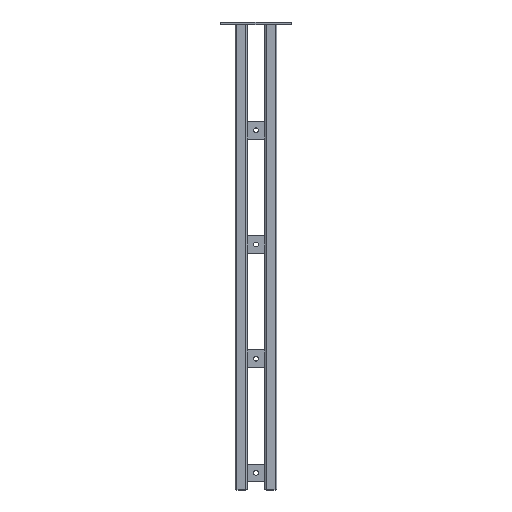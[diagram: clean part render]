
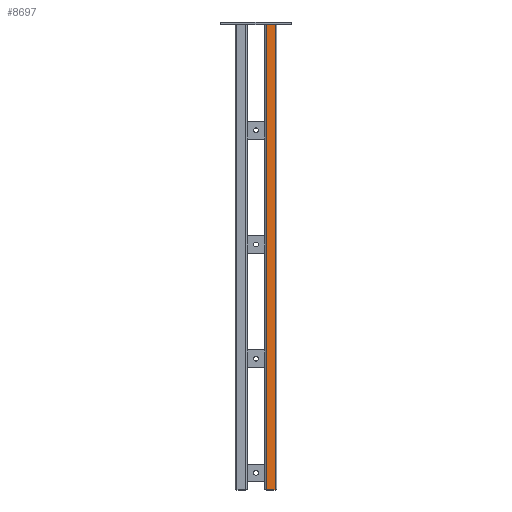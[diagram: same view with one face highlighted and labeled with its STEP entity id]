
A CAD part, top view. The second image highlights one B-rep face of the part: STEP entity #8697.
In plain terms, the highlighted planar face has unit normal (0, 0, 1).
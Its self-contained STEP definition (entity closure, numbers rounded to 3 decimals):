
#177 = VERTEX_POINT ( 'NONE', #11364 ) ;
#211 = VECTOR ( 'NONE', #4046, 1000. ) ;
#257 = CARTESIAN_POINT ( 'NONE',  ( 22.5, -996., 24. ) ) ;
#430 = LINE ( 'NONE', #6585, #6127 ) ;
#1796 = CARTESIAN_POINT ( 'NONE',  ( 40.5, -6., 24. ) ) ;
#1924 = DIRECTION ( 'NONE',  ( 0., 0., -1. ) ) ;
#2035 = CARTESIAN_POINT ( 'NONE',  ( 40.5, -996., 24. ) ) ;
#2104 = CARTESIAN_POINT ( 'NONE',  ( 22.5, -6., 24. ) ) ;
#2319 = ORIENTED_EDGE ( 'NONE', *, *, #2350, .F. ) ;
#2350 = EDGE_CURVE ( 'NONE', #9428, #177, #430, .T. ) ;
#3688 = VECTOR ( 'NONE', #4235, 1000. ) ;
#3742 = FACE_OUTER_BOUND ( 'NONE', #10614, .T. ) ;
#4046 = DIRECTION ( 'NONE',  ( 1., 0., 0. ) ) ;
#4056 = LINE ( 'NONE', #7536, #3688 ) ;
#4235 = DIRECTION ( 'NONE',  ( 0., -1., 0. ) ) ;
#5194 = ORIENTED_EDGE ( 'NONE', *, *, #12456, .T. ) ;
#5319 = PLANE ( 'NONE',  #9859 ) ;
#5427 = ORIENTED_EDGE ( 'NONE', *, *, #14446, .F. ) ;
#5600 = EDGE_CURVE ( 'NONE', #11696, #5945, #9211, .T. ) ;
#5945 = VERTEX_POINT ( 'NONE', #2035 ) ;
#6127 = VECTOR ( 'NONE', #12221, 1000. ) ;
#6295 = DIRECTION ( 'NONE',  ( 0., -1., 0. ) ) ;
#6585 = CARTESIAN_POINT ( 'NONE',  ( 18.5, -6., 24. ) ) ;
#7536 = CARTESIAN_POINT ( 'NONE',  ( 22.5, -6., 24. ) ) ;
#8697 = ADVANCED_FACE ( 'NONE', ( #3742 ), #5319, .F. ) ;
#9211 = LINE ( 'NONE', #11807, #211 ) ;
#9223 = VECTOR ( 'NONE', #6295, 1000. ) ;
#9428 = VERTEX_POINT ( 'NONE', #2104 ) ;
#9798 = DIRECTION ( 'NONE',  ( 0., 1., 0. ) ) ;
#9859 = AXIS2_PLACEMENT_3D ( 'NONE', #13152, #1924, #9798 ) ;
#10614 = EDGE_LOOP ( 'NONE', ( #11965, #5427, #2319, #5194 ) ) ;
#11364 = CARTESIAN_POINT ( 'NONE',  ( 40.5, -6., 24. ) ) ;
#11696 = VERTEX_POINT ( 'NONE', #257 ) ;
#11807 = CARTESIAN_POINT ( 'NONE',  ( 18.5, -996., 24. ) ) ;
#11965 = ORIENTED_EDGE ( 'NONE', *, *, #5600, .T. ) ;
#12221 = DIRECTION ( 'NONE',  ( 1., 0., 0. ) ) ;
#12456 = EDGE_CURVE ( 'NONE', #9428, #11696, #4056, .T. ) ;
#12572 = LINE ( 'NONE', #1796, #9223 ) ;
#13152 = CARTESIAN_POINT ( 'NONE',  ( 18.5, -6., 24. ) ) ;
#14446 = EDGE_CURVE ( 'NONE', #177, #5945, #12572, .T. ) ;
